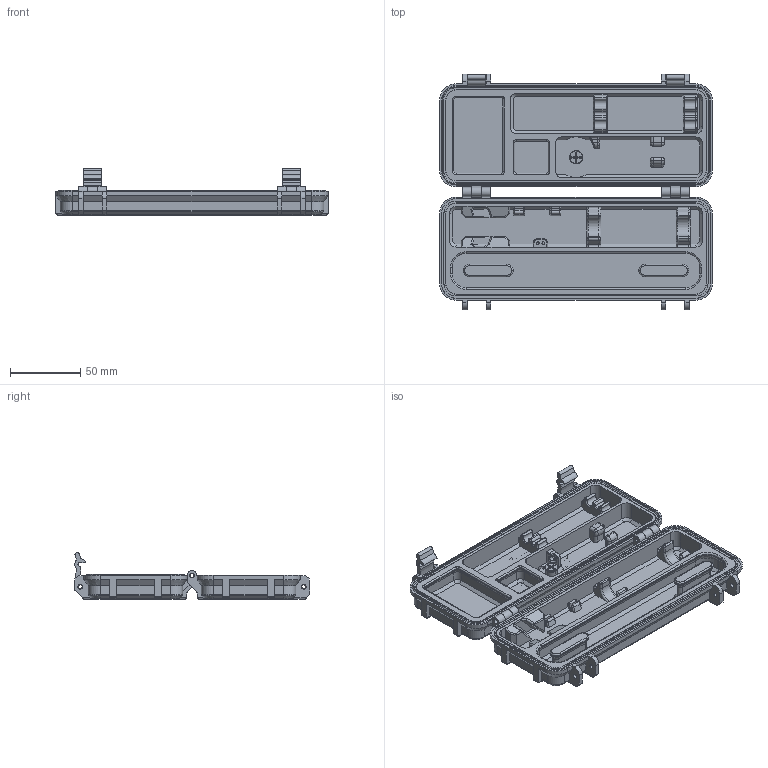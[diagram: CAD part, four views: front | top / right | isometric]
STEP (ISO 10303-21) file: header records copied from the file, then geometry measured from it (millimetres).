
FILE_DESCRIPTION(/* description */ (''),/* implementation_level */ '2;1');
FILE_NAME(/* name */ 'Rugged Pinecil v20.step',/* time_stamp */ '2023-01-18T16:26:02+01:00',/* author */ (''),/* organization */ (''),/* preprocessor_version */ 'ST-DEVELOPER v19.2',/* originating_system */ 'Autodesk Translation Framework v11.17.0.187',/* authorisation */ '');
FILE_SCHEMA (('AUTOMOTIVE_DESIGN { 1 0 10303 214 3 1 1 }'));
Length unit declared in the file: millimetre
Products named in the file (12): Rugged Pinecil; Rugged Box Parametric V2 v1; Box; Box (1); Box Latch; Lid; Box Lid; Seal; TS100TS80PinecilCase v2; Case; Component11; Component12
Assembly tree (11 placements, depth 4):
  Rugged Pinecil
    Rugged Box Parametric V2 v1
      Box
        Box (1)
        Box Latch
      Lid
        Box Lid
      Seal
    TS100TS80PinecilCase v2
      Case
        Component11
        Component12
Bounding box: 194.52 x 168.41 x 33.24 mm (x, y, z)
Volume: 169693 mm3; surface area: 203681.4 mm2
Topology: 20 solids, 20 shells, 1468 faces, 3716 edges, 2269 vertices
Faces by surface type: plane 606, cylinder 513, torus 127, bspline 127, cone 73, sphere 22
Full cylindrical faces by diameter (mm): 2 x2, 2.85 x6, 3.2 x2, 3.4 x8, 4 x1, 7.982 x1
Entity records: 48897 total; most frequent: CARTESIAN_POINT 13329, DIRECTION 7479, ORIENTED_EDGE 7370, EDGE_CURVE 3685, AXIS2_PLACEMENT_3D 2670, VERTEX_POINT 2267, LINE 2139, VECTOR 2139
